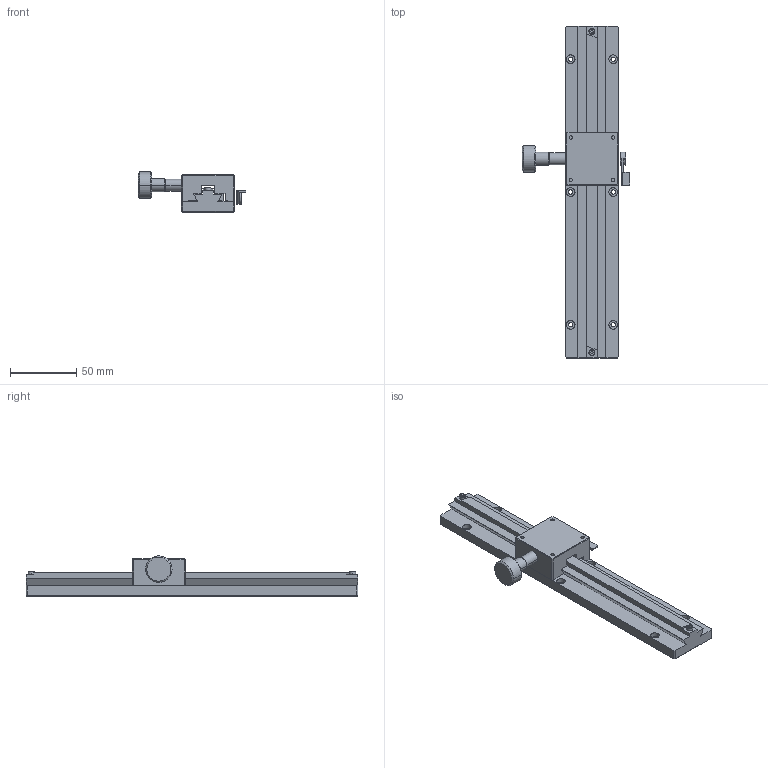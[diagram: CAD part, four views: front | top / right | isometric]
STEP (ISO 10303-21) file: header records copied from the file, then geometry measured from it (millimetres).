
FILE_DESCRIPTION (( 'STEP AP203' ), '1' );
FILE_NAME ('SPYC40-L250.STEP', '2020-07-13T06:53:08', ( 'User' ), ( 'Microsoft' ), 'SwSTEP 2.0', 'SolidWorks 2018', '' );
FILE_SCHEMA (( 'CONFIG_CONTROL_DESIGN' ));
Length unit declared in the file: millimetre
Products named in the file (2): SPYC40-L250
Bounding box: 81 x 250 x 30.3 mm (x, y, z)
Surface area: 40071.7 mm2 (no closed solid volume)
Topology: 0 solids, 14 shells, 204 faces, 875 edges, 681 vertices
Faces by surface type: plane 124, cylinder 51, bspline 14, cone 13, torus 2
Entity records: 13680 total; most frequent: CARTESIAN_POINT 6904, ORIENTED_EDGE 1279, DIRECTION 1145, EDGE_CURVE 871, VERTEX_POINT 681, LINE 513, VECTOR 513, AXIS2_PLACEMENT_3D 316
